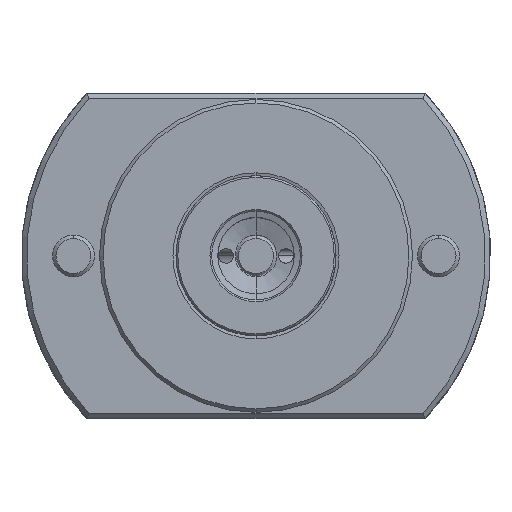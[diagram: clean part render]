
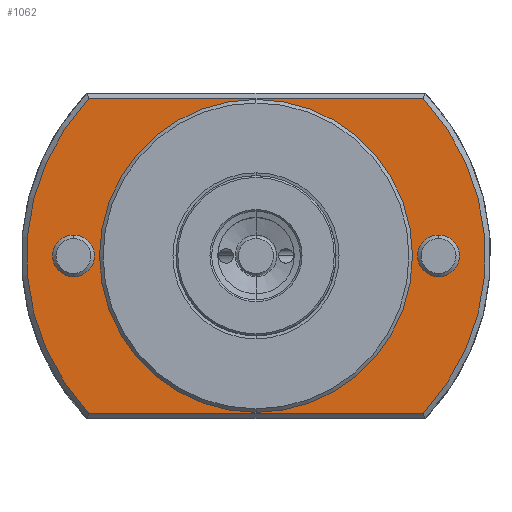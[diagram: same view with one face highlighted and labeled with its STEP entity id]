
A CAD part, top view. The second image highlights one B-rep face of the part: STEP entity #1062.
In plain terms, the highlighted planar face has unit normal (0, 0, 1).
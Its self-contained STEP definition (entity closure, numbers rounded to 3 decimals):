
#808=EDGE_CURVE('NONE',#2048,#916,#2335,.T.);
#846=VERTEX_POINT('NONE',#2378);
#852=VERTEX_POINT('NONE',#2385);
#880=VERTEX_POINT('NONE',#2418);
#916=VERTEX_POINT('NONE',#2457);
#1008=EDGE_CURVE('NONE',#2222,#1410,#2560,.T.);
#1062=ADVANCED_FACE('NONE',(#2620,#2621,#2622,#2623),#2624,.F.);
#1084=VERTEX_POINT('NONE',#2650);
#1100=EDGE_CURVE('NONE',#846,#1398,#2666,.T.);
#1112=EDGE_CURVE('NONE',#1398,#846,#2678,.T.);
#1338=EDGE_CURVE('NONE',#1084,#852,#2930,.T.);
#1398=VERTEX_POINT('NONE',#2992);
#1410=VERTEX_POINT('NONE',#3007);
#1494=EDGE_CURVE('NONE',#880,#1084,#3104,.T.);
#1648=VERTEX_POINT('NONE',#3280);
#1664=EDGE_CURVE('NONE',#916,#2048,#3297,.T.);
#1816=EDGE_CURVE('NONE',#852,#1648,#3462,.T.);
#2048=VERTEX_POINT('NONE',#3735);
#2050=EDGE_CURVE('NONE',#1410,#2222,#3737,.T.);
#2146=EDGE_CURVE('NONE',#1648,#880,#3839,.T.);
#2222=VERTEX_POINT('NONE',#3927);
#2335=CIRCLE('',#4049,5.1);
#2378=CARTESIAN_POINT('',(0.0,-45.0,-1.2));
#2385=CARTESIAN_POINT('',(-48.046,45.25,-1.2));
#2418=CARTESIAN_POINT('',(48.046,-45.25,-1.2));
#2457=CARTESIAN_POINT('',(-52.5,-5.1,-1.2));
#2560=CIRCLE('',#4401,5.1);
#2620=FACE_OUTER_BOUND('',#4485,.T.);
#2621=FACE_BOUND('',#4486,.T.);
#2622=FACE_BOUND('',#4487,.T.);
#2623=FACE_BOUND('',#4488,.T.);
#2624=PLANE('',#4489);
#2650=CARTESIAN_POINT('',(48.046,45.25,-1.2));
#2666=CIRCLE('',#4610,45.0);
#2678=CIRCLE('',#4627,45.0);
#2930=LINE('',#5047,#5048);
#2992=CARTESIAN_POINT('',(0.,45.0,-1.2));
#3007=CARTESIAN_POINT('',(52.5,-5.1,-1.2));
#3104=CIRCLE('',#5292,66.0);
#3280=CARTESIAN_POINT('',(-48.046,-45.25,-1.2));
#3297=CIRCLE('',#5688,5.1);
#3462=CIRCLE('',#6054,66.0);
#3735=CARTESIAN_POINT('',(-52.5,5.1,-1.2));
#3737=CIRCLE('',#6484,5.1);
#3839=LINE('',#6691,#6692);
#3927=CARTESIAN_POINT('',(52.5,5.1,-1.2));
#4049=AXIS2_PLACEMENT_3D('',#6987,#6988,#6989);
#4401=AXIS2_PLACEMENT_3D('',#7283,#7284,#7285);
#4485=EDGE_LOOP('',(#7349,#7350,#7351,#7352));
#4486=EDGE_LOOP('',(#7353,#7354));
#4487=EDGE_LOOP('',(#7355,#7356));
#4488=EDGE_LOOP('',(#7357,#7358));
#4489=AXIS2_PLACEMENT_3D('',#7359,#7360,#7361);
#4610=AXIS2_PLACEMENT_3D('',#7407,#7408,#7409);
#4627=AXIS2_PLACEMENT_3D('',#7417,#7418,#7419);
#5047=CARTESIAN_POINT('',(-48.69,45.25,-1.2));
#5048=VECTOR('',#7728,1000.0);
#5292=AXIS2_PLACEMENT_3D('',#7909,#7910,#7911);
#5688=AXIS2_PLACEMENT_3D('',#8129,#8130,#8131);
#6054=AXIS2_PLACEMENT_3D('',#8299,#8300,#8301);
#6484=AXIS2_PLACEMENT_3D('',#8659,#8660,#8661);
#6691=CARTESIAN_POINT('',(48.69,-45.25,-1.2));
#6692=VECTOR('',#8766,1000.0);
#6987=CARTESIAN_POINT('',(-52.5,0.0,-1.2));
#6988=DIRECTION('',(0.0,0.0,-1.0));
#6989=DIRECTION('',(0.0,-1.0,0.0));
#7283=CARTESIAN_POINT('',(52.5,0.0,-1.2));
#7284=DIRECTION('',(0.0,0.0,-1.0));
#7285=DIRECTION('',(0.0,-1.0,0.0));
#7349=ORIENTED_EDGE('',*,*,#1816,.T.);
#7350=ORIENTED_EDGE('',*,*,#2146,.T.);
#7351=ORIENTED_EDGE('',*,*,#1494,.T.);
#7352=ORIENTED_EDGE('',*,*,#1338,.T.);
#7353=ORIENTED_EDGE('',*,*,#1008,.T.);
#7354=ORIENTED_EDGE('',*,*,#2050,.T.);
#7355=ORIENTED_EDGE('',*,*,#808,.T.);
#7356=ORIENTED_EDGE('',*,*,#1664,.T.);
#7357=ORIENTED_EDGE('',*,*,#1100,.F.);
#7358=ORIENTED_EDGE('',*,*,#1112,.F.);
#7359=CARTESIAN_POINT('',(0.,0.0,-1.2));
#7360=DIRECTION('',(0.0,0.0,-1.0));
#7361=DIRECTION('',(-1.0,0.0,0.0));
#7407=CARTESIAN_POINT('',(0.0,0.0,-1.2));
#7408=DIRECTION('',(-0.0,0.0,1.0));
#7409=DIRECTION('',(0.0,-1.0,0.0));
#7417=CARTESIAN_POINT('',(0.0,0.0,-1.2));
#7418=DIRECTION('',(-0.0,0.0,1.0));
#7419=DIRECTION('',(0.0,-1.0,0.0));
#7728=DIRECTION('',(-1.0,0.0,0.0));
#7909=CARTESIAN_POINT('',(0.0,0.0,-1.2));
#7910=DIRECTION('',(-0.0,0.0,1.0));
#7911=DIRECTION('',(0.0,-1.0,0.0));
#8129=CARTESIAN_POINT('',(-52.5,0.0,-1.2));
#8130=DIRECTION('',(0.0,0.0,-1.0));
#8131=DIRECTION('',(0.0,-1.0,0.0));
#8299=CARTESIAN_POINT('',(0.0,0.0,-1.2));
#8300=DIRECTION('',(0.0,0.0,1.0));
#8301=DIRECTION('',(0.,-1.0,0.0));
#8659=CARTESIAN_POINT('',(52.5,0.0,-1.2));
#8660=DIRECTION('',(0.0,0.0,-1.0));
#8661=DIRECTION('',(0.0,-1.0,0.0));
#8766=DIRECTION('',(1.0,0.0,0.0));
